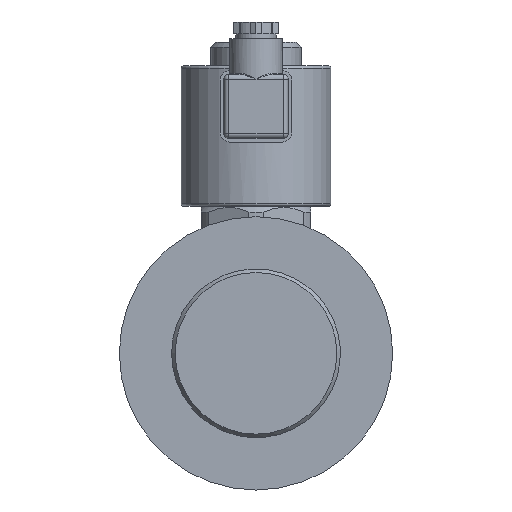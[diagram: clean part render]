
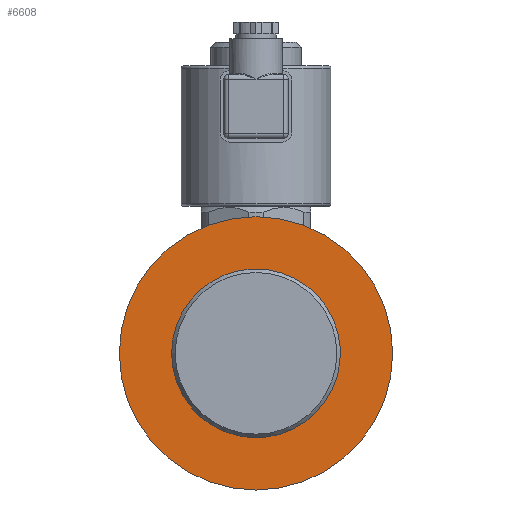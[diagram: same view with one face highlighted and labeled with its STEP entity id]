
A CAD part, front view. The second image highlights one B-rep face of the part: STEP entity #6608.
In plain terms, the highlighted planar face has unit normal (0, -1, 0).
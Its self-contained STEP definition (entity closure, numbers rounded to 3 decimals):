
#426=FACE_BOUND('',#1184,.T.);
#733=FACE_OUTER_BOUND('',#1183,.T.);
#1183=EDGE_LOOP('',(#4962));
#1184=EDGE_LOOP('',(#4963));
#2436=CIRCLE('',#7161,57.5);
#2437=CIRCLE('',#7162,35.5);
#2869=VERTEX_POINT('',#10426);
#2870=VERTEX_POINT('',#10428);
#3637=EDGE_CURVE('',#2869,#2869,#2436,.T.);
#3638=EDGE_CURVE('',#2870,#2870,#2437,.T.);
#4962=ORIENTED_EDGE('',*,*,#3637,.F.);
#4963=ORIENTED_EDGE('',*,*,#3638,.T.);
#6364=PLANE('',#7160);
#6608=ADVANCED_FACE('',(#733,#426),#6364,.T.);
#7160=AXIS2_PLACEMENT_3D('',#10425,#8373,#8374);
#7161=AXIS2_PLACEMENT_3D('',#10427,#8375,#8376);
#7162=AXIS2_PLACEMENT_3D('',#10429,#8377,#8378);
#8373=DIRECTION('center_axis',(0.,-1.,0.));
#8374=DIRECTION('ref_axis',(0.,0.,-1.));
#8375=DIRECTION('center_axis',(0.,1.,0.));
#8376=DIRECTION('ref_axis',(-1.,0.,0.));
#8377=DIRECTION('center_axis',(0.,1.,0.));
#8378=DIRECTION('ref_axis',(-1.,0.,0.));
#10425=CARTESIAN_POINT('Origin',(-46.5,-77.5,0.));
#10426=CARTESIAN_POINT('',(-57.5,-77.5,0.));
#10427=CARTESIAN_POINT('Origin',(0.,-77.5,0.));
#10428=CARTESIAN_POINT('',(25.102,-77.5,-25.102));
#10429=CARTESIAN_POINT('Origin',(0.,-77.5,0.));
